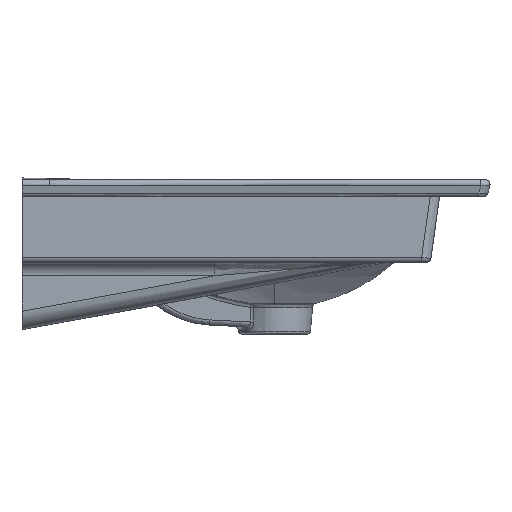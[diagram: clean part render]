
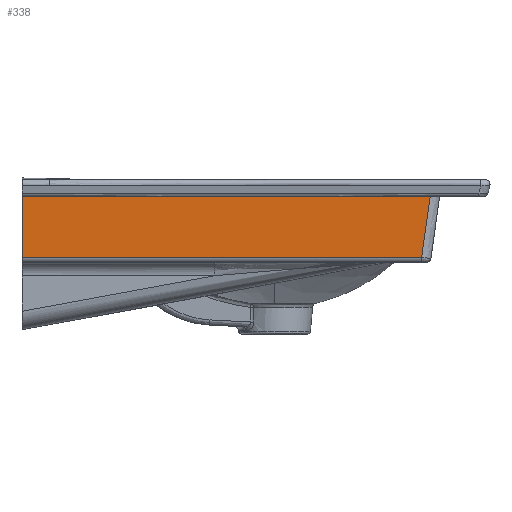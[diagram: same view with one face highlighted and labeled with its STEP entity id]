
A CAD part, left-side view. The second image highlights one B-rep face of the part: STEP entity #338.
In plain terms, the highlighted planar face has unit normal (-0.999, 0, -0.035).
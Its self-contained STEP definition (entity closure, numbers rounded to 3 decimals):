
#77=PLANE('',#2304);
#140=LINE('',#17186,#194);
#194=VECTOR('',#2424,1.);
#338=ADVANCED_FACE('',(#498),#77,.T.);
#498=FACE_OUTER_BOUND('',#630,.T.);
#630=EDGE_LOOP('',(#1020,#1021,#1022,#1023));
#1020=ORIENTED_EDGE('',*,*,#1836,.T.);
#1021=ORIENTED_EDGE('',*,*,#1854,.F.);
#1022=ORIENTED_EDGE('',*,*,#1855,.F.);
#1023=ORIENTED_EDGE('',*,*,#1856,.F.);
#1504=VERTEX_POINT('',#12400);
#1557=VERTEX_POINT('',#16634);
#1567=VERTEX_POINT('',#17185);
#1568=VERTEX_POINT('',#17187);
#1836=EDGE_CURVE('',#1557,#1504,#2144,.T.);
#1854=EDGE_CURVE('',#1567,#1504,#2160,.T.);
#1855=EDGE_CURVE('',#1568,#1567,#140,.T.);
#1856=EDGE_CURVE('',#1557,#1568,#2161,.T.);
#2144=B_SPLINE_CURVE_WITH_KNOTS('',1,(#16632,#16633),.UNSPECIFIED.,.F.,
 .F.,(2,2),(0.,1.),.UNSPECIFIED.);
#2160=B_SPLINE_CURVE_WITH_KNOTS('',1,(#17183,#17184),.UNSPECIFIED.,.F.,
 .F.,(2,2),(0.,1.),.UNSPECIFIED.);
#2161=B_SPLINE_CURVE_WITH_KNOTS('',1,(#17188,#17189),.UNSPECIFIED.,.F.,
 .F.,(2,2),(0.,1.),.UNSPECIFIED.);
#2304=AXIS2_PLACEMENT_3D('',#17190,#2425,#2426);
#2424=DIRECTION('',(-0.035,0.,0.999));
#2425=DIRECTION('',(-0.999,0.,-0.035));
#2426=DIRECTION('',(0.035,0.,-0.999));
#12400=CARTESIAN_POINT('',(-275.092,-436.152,-17.826));
#16632=CARTESIAN_POINT('',(-272.81,-426.968,-83.174));
#16633=CARTESIAN_POINT('',(-275.092,-436.152,-17.826));
#16634=CARTESIAN_POINT('',(-272.81,-426.968,-83.174));
#17183=CARTESIAN_POINT('',(-275.092,0.,-17.826));
#17184=CARTESIAN_POINT('',(-275.092,-436.152,-17.826));
#17185=CARTESIAN_POINT('',(-275.092,0.,-17.826));
#17186=CARTESIAN_POINT('',(-273.951,0.,-50.5));
#17187=CARTESIAN_POINT('',(-272.81,0.,-83.174));
#17188=CARTESIAN_POINT('',(-272.81,-426.968,-83.174));
#17189=CARTESIAN_POINT('',(-272.81,0.,-83.174));
#17190=CARTESIAN_POINT('',(-262.201,-438.769,-386.964));
